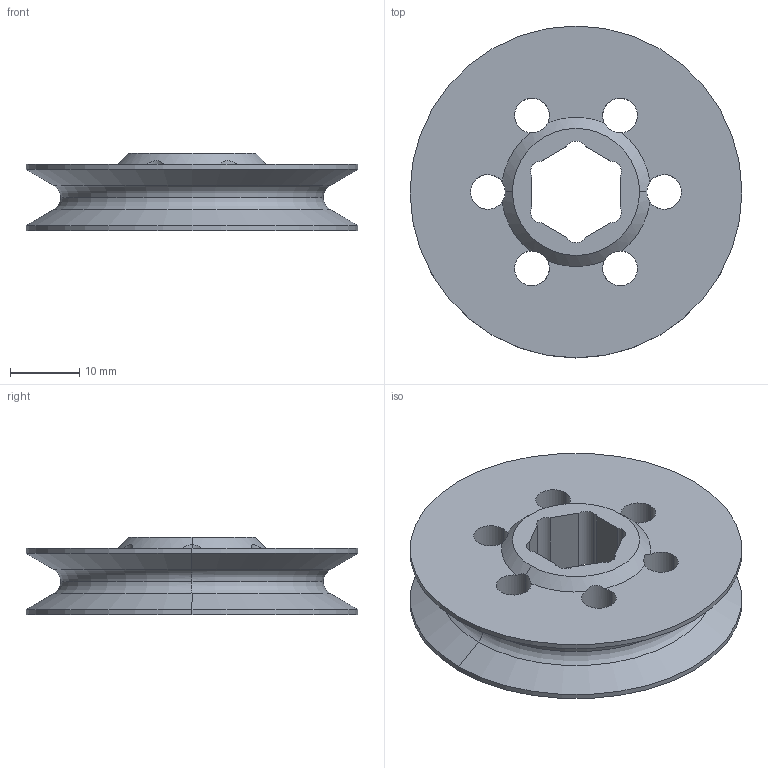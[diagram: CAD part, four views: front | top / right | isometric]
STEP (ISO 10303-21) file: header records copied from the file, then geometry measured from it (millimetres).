
FILE_DESCRIPTION (( 'STEP AP214' ), '1' );
FILE_NAME ('REV-21-4018.STEP', '2025-11-14T20:05:46', ( '' ), ( '' ), 'SwSTEP 2.0', 'SolidWorks 2022', '' );
FILE_SCHEMA (( 'AUTOMOTIVE_DESIGN' ));
Length unit declared in the file: millimetre
Products named in the file (1): REV-21-4018
Bounding box: 47.8 x 47.8 x 11.11 mm (x, y, z)
Volume: 10903.1 mm3; surface area: 6403.7 mm2
Topology: 1 solids, 1 shells, 50 faces, 162 edges, 104 vertices
Faces by surface type: cylinder 24, cone 12, plane 10, torus 4
Entity records: 2014 total; most frequent: CARTESIAN_POINT 497, DIRECTION 330, ORIENTED_EDGE 324, EDGE_CURVE 162, AXIS2_PLACEMENT_3D 141, VERTEX_POINT 104, CIRCLE 90, EDGE_LOOP 54
